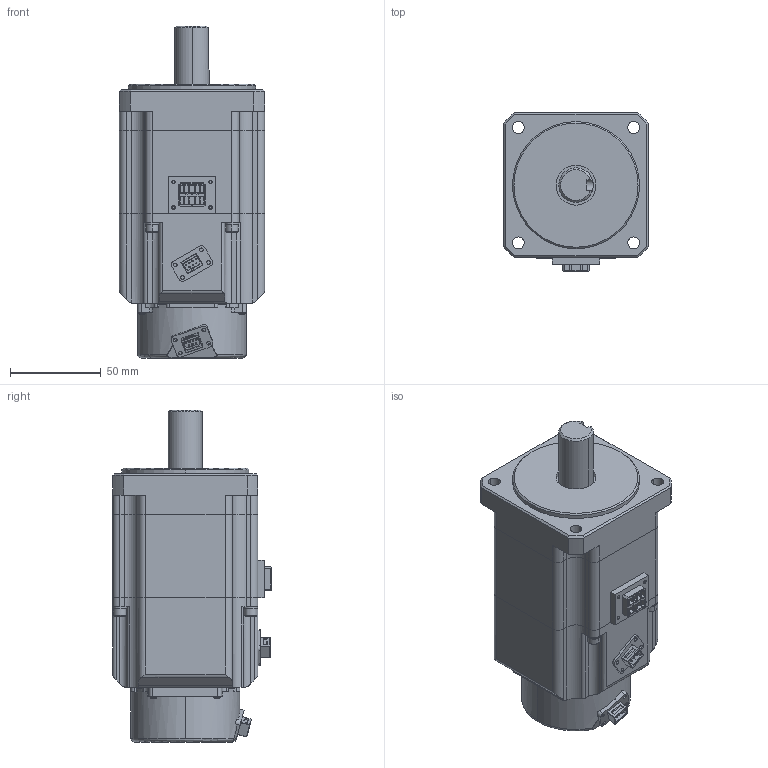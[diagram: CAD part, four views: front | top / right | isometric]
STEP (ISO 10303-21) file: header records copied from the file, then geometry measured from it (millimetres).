
FILE_DESCRIPTION(('Creo Elements/Direct Modeling STEP Export'),'2;1');
FILE_NAME('TSM4303N7300E205.stp','2017-06-13T13:59:27',(''),(''),'Creo Elements/Direct Modeling STEP processor for AP214 (Solid Model)','Creo Elements/Direct Modeling 18.1E 22-Nov-2013 (C) Parametric Technology GmbH','');
FILE_SCHEMA(('AUTOMOTIVE_DESIGN { 1 0 10303 214 1 1 1 1 }'));
Products named in the file (2): TSM4303N7300E205
Assembly tree (1 placements, depth 2):
  TSM4303N7300E205
    TSM4303N7300E205
Bounding box: 80 x 87.4 x 182.9 mm (x, y, z)
Volume: 766143.9 mm3; surface area: 58639.6 mm2
Topology: 1 solids, 7 shells, 1820 faces, 4446 edges, 2632 vertices
Faces by surface type: plane 806, cylinder 459, bspline 439, cone 55, extrusion 28, sphere 24, torus 9
Entity records: 71954 total; most frequent: CARTESIAN_POINT 33473, ORIENTED_EDGE 8744, DIRECTION 6522, EDGE_CURVE 4372, VERTEX_POINT 2632, VECTOR 2262, LINE 2234, AXIS2_PLACEMENT_3D 2130
